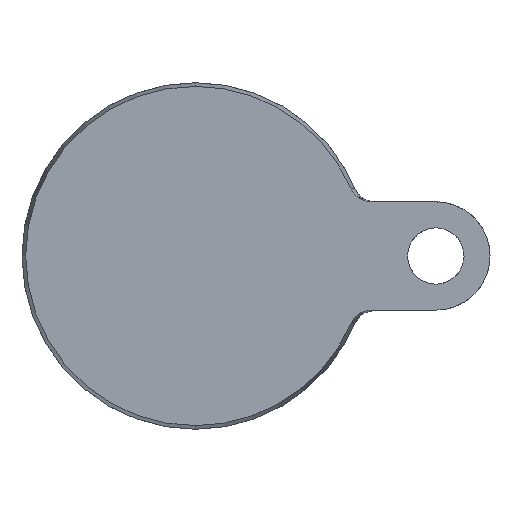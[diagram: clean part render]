
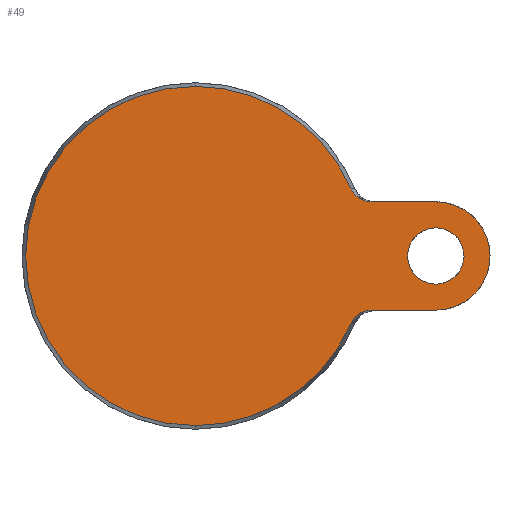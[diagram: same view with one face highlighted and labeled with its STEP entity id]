
A CAD part, front view. The second image highlights one B-rep face of the part: STEP entity #49.
In plain terms, the highlighted planar face has unit normal (0, -1, 0).
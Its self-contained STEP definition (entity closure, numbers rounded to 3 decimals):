
#11 = CARTESIAN_POINT ( 'NONE',  ( 55.5, 0., 0. ) ) ;
#19 = AXIS2_PLACEMENT_3D ( 'NONE', #11, #1124, #290 ) ;
#40 = VERTEX_POINT ( 'NONE', #716 ) ;
#49 = ADVANCED_FACE ( 'NONE', ( #83, #822 ), #1092, .F. ) ;
#62 = ORIENTED_EDGE ( 'NONE', *, *, #163, .T. ) ;
#65 = DIRECTION ( 'NONE',  ( -1., 0., 0. ) ) ;
#72 = B_SPLINE_CURVE_WITH_KNOTS ( 'NONE', 3,
 ( #610, #160, #921, #100, #652, #94, #441, #354, #644, #743, #1003, #537, #911, #462 ),
 .UNSPECIFIED., .F., .F.,
 ( 4, 2, 2, 2, 2, 2, 4 ),
 ( 0., 0.001, 0.002, 0.003, 0.004, 0.004, 0.006 ),
 .UNSPECIFIED. ) ;
#76 = DIRECTION ( 'NONE',  ( 0., 0., 1. ) ) ;
#83 = FACE_OUTER_BOUND ( 'NONE', #413, .T. ) ;
#85 = ORIENTED_EDGE ( 'NONE', *, *, #397, .T. ) ;
#94 = CARTESIAN_POINT ( 'NONE',  ( 38.221, 0., 13.07 ) ) ;
#98 = VERTEX_POINT ( 'NONE', #189 ) ;
#100 = CARTESIAN_POINT ( 'NONE',  ( 38.897, 0., 12.778 ) ) ;
#109 = DIRECTION ( 'NONE',  ( 0., 0., -1. ) ) ;
#117 = CIRCLE ( 'NONE', #845, 39.143 ) ;
#128 = ORIENTED_EDGE ( 'NONE', *, *, #1159, .T. ) ;
#136 = DIRECTION ( 'NONE',  ( 0., 1., 0. ) ) ;
#137 = CARTESIAN_POINT ( 'NONE',  ( 40.579, 0., -12.5 ) ) ;
#150 = CARTESIAN_POINT ( 'NONE',  ( 35.928, 0., 15.535 ) ) ;
#152 = CIRCLE ( 'NONE', #635, 39.143 ) ;
#160 = CARTESIAN_POINT ( 'NONE',  ( 40.085, 0., 12.5 ) ) ;
#163 = EDGE_CURVE ( 'NONE', #1032, #824, #655, .T. ) ;
#189 = CARTESIAN_POINT ( 'NONE',  ( 55.5, 0., -12.5 ) ) ;
#204 = ORIENTED_EDGE ( 'NONE', *, *, #1029, .T. ) ;
#214 = CARTESIAN_POINT ( 'NONE',  ( 36.381, 0., -14.668 ) ) ;
#222 = CARTESIAN_POINT ( 'NONE',  ( 40.579, 0., 12.5 ) ) ;
#236 = DIRECTION ( 'NONE',  ( 1., 0., 0. ) ) ;
#256 = DIRECTION ( 'NONE',  ( 0., -1., 0. ) ) ;
#278 = CARTESIAN_POINT ( 'NONE',  ( -39.143, 0., 0. ) ) ;
#290 = DIRECTION ( 'NONE',  ( 0., 0., 1. ) ) ;
#308 = CARTESIAN_POINT ( 'NONE',  ( 40.579, 0., -12.5 ) ) ;
#310 = DIRECTION ( 'NONE',  ( 0., -1., 0. ) ) ;
#324 = AXIS2_PLACEMENT_3D ( 'NONE', #278, #650, #76 ) ;
#353 = CARTESIAN_POINT ( 'NONE',  ( 0., 0., 39.143 ) ) ;
#354 = CARTESIAN_POINT ( 'NONE',  ( 37.598, 0., 13.453 ) ) ;
#357 = EDGE_CURVE ( 'NONE', #98, #1053, #704, .T. ) ;
#372 = AXIS2_PLACEMENT_3D ( 'NONE', #939, #136, #666 ) ;
#396 = CARTESIAN_POINT ( 'NONE',  ( 37.397, 0., -13.606 ) ) ;
#397 = EDGE_CURVE ( 'NONE', #1059, #729, #152, .T. ) ;
#411 = CARTESIAN_POINT ( 'NONE',  ( 39.592, 0., -12.572 ) ) ;
#413 = EDGE_LOOP ( 'NONE', ( #788, #617, #85, #128, #204, #601, #771, #590 ) ) ;
#418 = DIRECTION ( 'NONE',  ( 0., 1., 0. ) ) ;
#432 = DIRECTION ( 'NONE',  ( 0., 0., -1. ) ) ;
#441 = CARTESIAN_POINT ( 'NONE',  ( 38.008, 0., 13.187 ) ) ;
#462 = CARTESIAN_POINT ( 'NONE',  ( 35.928, 0., 15.535 ) ) ;
#477 = VERTEX_POINT ( 'NONE', #754 ) ;
#480 = CARTESIAN_POINT ( 'NONE',  ( 0., 0., 0. ) ) ;
#490 = CARTESIAN_POINT ( 'NONE',  ( 38.218, 0., -13.072 ) ) ;
#494 = CARTESIAN_POINT ( 'NONE',  ( 40.085, 0., -12.5 ) ) ;
#515 = CARTESIAN_POINT ( 'NONE',  ( 15., 0., 12.5 ) ) ;
#537 = CARTESIAN_POINT ( 'NONE',  ( 36.388, 0., 14.659 ) ) ;
#541 = AXIS2_PLACEMENT_3D ( 'NONE', #772, #418, #432 ) ;
#578 = CARTESIAN_POINT ( 'NONE',  ( 38., 0., -13.192 ) ) ;
#589 = CIRCLE ( 'NONE', #372, 6.5 ) ;
#590 = ORIENTED_EDGE ( 'NONE', *, *, #682, .F. ) ;
#601 = ORIENTED_EDGE ( 'NONE', *, *, #654, .T. ) ;
#610 = CARTESIAN_POINT ( 'NONE',  ( 40.579, 0., 12.5 ) ) ;
#617 = ORIENTED_EDGE ( 'NONE', *, *, #1100, .T. ) ;
#621 = EDGE_CURVE ( 'NONE', #824, #1032, #589, .T. ) ;
#635 = AXIS2_PLACEMENT_3D ( 'NONE', #480, #1010, #109 ) ;
#644 = CARTESIAN_POINT ( 'NONE',  ( 37.4, 0., 13.603 ) ) ;
#650 = DIRECTION ( 'NONE',  ( 0., 1., 0. ) ) ;
#652 = CARTESIAN_POINT ( 'NONE',  ( 38.665, 0., 12.866 ) ) ;
#654 = EDGE_CURVE ( 'NONE', #40, #1053, #1063, .T. ) ;
#655 = CIRCLE ( 'NONE', #19, 6.5 ) ;
#658 = VERTEX_POINT ( 'NONE', #222 ) ;
#663 = CARTESIAN_POINT ( 'NONE',  ( 36.124, 0., -15.081 ) ) ;
#666 = DIRECTION ( 'NONE',  ( 0., 0., 1. ) ) ;
#675 = DIRECTION ( 'NONE',  ( 0., 0., -1. ) ) ;
#682 = EDGE_CURVE ( 'NONE', #477, #98, #828, .T. ) ;
#685 = VECTOR ( 'NONE', #236, 1000. ) ;
#704 = LINE ( 'NONE', #1085, #902 ) ;
#716 = CARTESIAN_POINT ( 'NONE',  ( 35.928, 0., -15.535 ) ) ;
#729 = VERTEX_POINT ( 'NONE', #353 ) ;
#743 = CARTESIAN_POINT ( 'NONE',  ( 37.032, 0., 13.927 ) ) ;
#754 = CARTESIAN_POINT ( 'NONE',  ( 55.5, 0., 12.5 ) ) ;
#757 = CARTESIAN_POINT ( 'NONE',  ( 37.031, 0., -13.929 ) ) ;
#767 = CIRCLE ( 'NONE', #807, 39.143 ) ;
#771 = ORIENTED_EDGE ( 'NONE', *, *, #357, .F. ) ;
#772 = CARTESIAN_POINT ( 'NONE',  ( 55.5, 0., 0. ) ) ;
#788 = ORIENTED_EDGE ( 'NONE', *, *, #910, .F. ) ;
#797 = DIRECTION ( 'NONE',  ( 0., 0., -1. ) ) ;
#807 = AXIS2_PLACEMENT_3D ( 'NONE', #966, #256, #797 ) ;
#822 = FACE_BOUND ( 'NONE', #1089, .T. ) ;
#824 = VERTEX_POINT ( 'NONE', #825 ) ;
#825 = CARTESIAN_POINT ( 'NONE',  ( 55.5, 0., 6.5 ) ) ;
#828 = CIRCLE ( 'NONE', #541, 12.5 ) ;
#840 = ORIENTED_EDGE ( 'NONE', *, *, #621, .T. ) ;
#845 = AXIS2_PLACEMENT_3D ( 'NONE', #857, #310, #675 ) ;
#848 = CARTESIAN_POINT ( 'NONE',  ( 35.928, 0., -15.535 ) ) ;
#849 = CARTESIAN_POINT ( 'NONE',  ( 55.5, 0., -6.5 ) ) ;
#853 = CARTESIAN_POINT ( 'NONE',  ( 38.663, 0., -12.866 ) ) ;
#857 = CARTESIAN_POINT ( 'NONE',  ( 0., 0., 0. ) ) ;
#902 = VECTOR ( 'NONE', #65, 1000. ) ;
#906 = LINE ( 'NONE', #515, #685 ) ;
#910 = EDGE_CURVE ( 'NONE', #658, #477, #906, .T. ) ;
#911 = CARTESIAN_POINT ( 'NONE',  ( 36.124, 0., 15.081 ) ) ;
#921 = CARTESIAN_POINT ( 'NONE',  ( 39.603, 0., 12.57 ) ) ;
#939 = CARTESIAN_POINT ( 'NONE',  ( 55.5, 0., 0. ) ) ;
#960 = CARTESIAN_POINT ( 'NONE',  ( 36.857, 0., -14.106 ) ) ;
#966 = CARTESIAN_POINT ( 'NONE',  ( 0., 0., 0. ) ) ;
#970 = VERTEX_POINT ( 'NONE', #997 ) ;
#997 = CARTESIAN_POINT ( 'NONE',  ( 0., 0., -39.143 ) ) ;
#1003 = CARTESIAN_POINT ( 'NONE',  ( 36.861, 0., 14.101 ) ) ;
#1010 = DIRECTION ( 'NONE',  ( 0., -1., 0. ) ) ;
#1029 = EDGE_CURVE ( 'NONE', #970, #40, #117, .T. ) ;
#1032 = VERTEX_POINT ( 'NONE', #849 ) ;
#1042 = CARTESIAN_POINT ( 'NONE',  ( 38.891, 0., -12.781 ) ) ;
#1053 = VERTEX_POINT ( 'NONE', #137 ) ;
#1059 = VERTEX_POINT ( 'NONE', #150 ) ;
#1063 = B_SPLINE_CURVE_WITH_KNOTS ( 'NONE', 3,
 ( #848, #663, #214, #960, #757, #396, #1123, #578, #490, #853, #1042, #411, #494, #308 ),
 .UNSPECIFIED., .F., .F.,
 ( 4, 2, 2, 2, 2, 2, 4 ),
 ( 0., 0.001, 0.002, 0.003, 0.004, 0.004, 0.006 ),
 .UNSPECIFIED. ) ;
#1085 = CARTESIAN_POINT ( 'NONE',  ( 15., 0., -12.5 ) ) ;
#1089 = EDGE_LOOP ( 'NONE', ( #62, #840 ) ) ;
#1092 = PLANE ( 'NONE',  #324 ) ;
#1100 = EDGE_CURVE ( 'NONE', #658, #1059, #72, .T. ) ;
#1123 = CARTESIAN_POINT ( 'NONE',  ( 37.591, 0., -13.458 ) ) ;
#1124 = DIRECTION ( 'NONE',  ( 0., 1., 0. ) ) ;
#1159 = EDGE_CURVE ( 'NONE', #729, #970, #767, .T. ) ;
